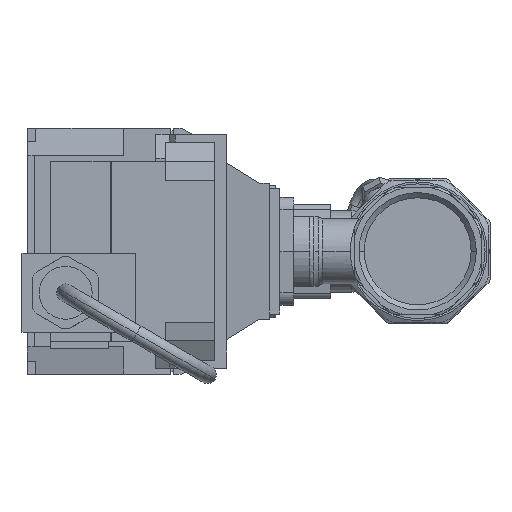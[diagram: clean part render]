
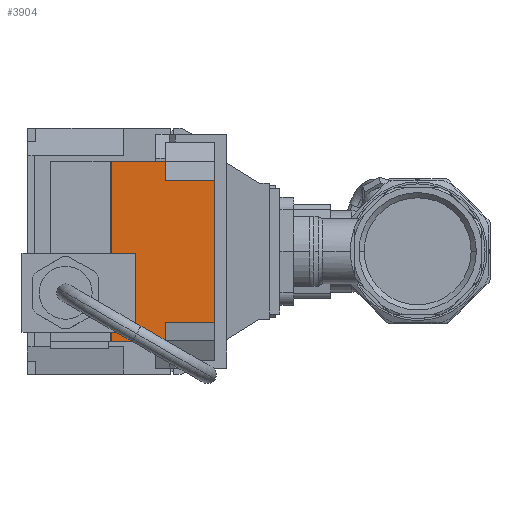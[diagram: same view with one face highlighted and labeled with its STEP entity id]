
A CAD part, left-side view. The second image highlights one B-rep face of the part: STEP entity #3904.
In plain terms, the highlighted planar face has unit normal (-1, 0, 0).
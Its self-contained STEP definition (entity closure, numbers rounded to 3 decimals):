
#3794 = VERTEX_POINT( '', #11250 );
#3904 = ADVANCED_FACE( '', ( #11371 ), #11372, .T. );
#3972 = EDGE_CURVE( '', #5322, #4466, #11448, .T. );
#4342 = EDGE_CURVE( '', #8080, #7408, #11854, .T. );
#4466 = VERTEX_POINT( '', #11991 );
#4748 = VERTEX_POINT( '', #12299 );
#5020 = VERTEX_POINT( '', #12598 );
#5322 = VERTEX_POINT( '', #12936 );
#5386 = EDGE_CURVE( '', #9214, #10046, #13005, .T. );
#5554 = VERTEX_POINT( '', #13185 );
#5566 = VERTEX_POINT( '', #13197 );
#5594 = VERTEX_POINT( '', #13228 );
#5686 = EDGE_CURVE( '', #9214, #5594, #13327, .T. );
#5738 = EDGE_CURVE( '', #4748, #5322, #13382, .T. );
#6382 = EDGE_CURVE( '', #7408, #3794, #14091, .T. );
#7084 = EDGE_CURVE( '', #5020, #10046, #14863, .T. );
#7224 = EDGE_CURVE( '', #3794, #5554, #15012, .T. );
#7408 = VERTEX_POINT( '', #15221 );
#7548 = EDGE_CURVE( '', #5594, #4748, #15380, .T. );
#7740 = EDGE_CURVE( '', #4466, #8080, #15588, .T. );
#8080 = VERTEX_POINT( '', #15960 );
#8548 = EDGE_CURVE( '', #5020, #5566, #16467, .T. );
#9214 = VERTEX_POINT( '', #17208 );
#10046 = VERTEX_POINT( '', #18118 );
#11120 = EDGE_CURVE( '', #5554, #5566, #19301, .T. );
#11250 = CARTESIAN_POINT( '', ( -54.4, 103.4, -29.724 ) );
#11371 = FACE_OUTER_BOUND( '', #19635, .T. );
#11372 = PLANE( '', #19636 );
#11448 = LINE( '', #19775, #19776 );
#11854 = LINE( '', #20476, #20477 );
#11991 = CARTESIAN_POINT( '', ( -54.4, 112.3, 33. ) );
#12299 = CARTESIAN_POINT( '', ( -54.4, 92.5, 25.946 ) );
#12598 = CARTESIAN_POINT( '', ( -54.4, 92.5, -33. ) );
#12936 = CARTESIAN_POINT( '', ( -54.4, 92.5, 33. ) );
#13005 = LINE( '', #22270, #22271 );
#13185 = CARTESIAN_POINT( '', ( -54.4, 112.3, -29.724 ) );
#13197 = CARTESIAN_POINT( '', ( -54.4, 112.3, -33. ) );
#13228 = CARTESIAN_POINT( '', ( -54.4, 74.5, 25.946 ) );
#13327 = LINE( '', #22822, #22823 );
#13382 = LINE( '', #22908, #22909 );
#14091 = LINE( '', #24042, #24043 );
#14863 = LINE( '', #25288, #25289 );
#15012 = LINE( '', #25527, #25528 );
#15221 = CARTESIAN_POINT( '', ( -54.4, 103.4, -0.724 ) );
#15380 = LINE( '', #26126, #26127 );
#15588 = LINE( '', #26460, #26461 );
#15960 = CARTESIAN_POINT( '', ( -54.4, 112.3, -0.724 ) );
#16467 = LINE( '', #27818, #27819 );
#17208 = CARTESIAN_POINT( '', ( -54.4, 74.5, -25.946 ) );
#18118 = CARTESIAN_POINT( '', ( -54.4, 92.5, -25.946 ) );
#19301 = LINE( '', #32278, #32279 );
#19635 = EDGE_LOOP( '', ( #32607, #32608, #32609, #32610, #32611, #32612, #32613, #32614, #32615, #32616, #32617, #32618 ) );
#19636 = AXIS2_PLACEMENT_3D( '', #32619, #32620, #32621 );
#19775 = CARTESIAN_POINT( '', ( -54.4, 92.5, 33. ) );
#19776 = VECTOR( '', #32704, 1. );
#20476 = CARTESIAN_POINT( '', ( -54.4, 109.75, -0.724 ) );
#20477 = VECTOR( '', #33143, 1. );
#22270 = CARTESIAN_POINT( '', ( -54.4, 74.5, -25.946 ) );
#22271 = VECTOR( '', #34446, 1. );
#22822 = CARTESIAN_POINT( '', ( -54.4, 74.5, -25.946 ) );
#22823 = VECTOR( '', #34795, 1. );
#22908 = CARTESIAN_POINT( '', ( -54.4, 92.5, -33. ) );
#22909 = VECTOR( '', #34843, 1. );
#24042 = CARTESIAN_POINT( '', ( -54.4, 103.4, 12.973 ) );
#24043 = VECTOR( '', #35657, 1. );
#25288 = CARTESIAN_POINT( '', ( -54.4, 92.5, -33. ) );
#25289 = VECTOR( '', #36495, 1. );
#25527 = CARTESIAN_POINT( '', ( -54.4, 109.75, -29.724 ) );
#25528 = VECTOR( '', #36647, 1. );
#26126 = CARTESIAN_POINT( '', ( -54.4, 74.5, 25.946 ) );
#26127 = VECTOR( '', #37095, 1. );
#26460 = CARTESIAN_POINT( '', ( -54.4, 112.3, 12.973 ) );
#26461 = VECTOR( '', #37308, 1. );
#27818 = CARTESIAN_POINT( '', ( -54.4, 92.5, -33. ) );
#27819 = VECTOR( '', #38323, 1. );
#32278 = CARTESIAN_POINT( '', ( -54.4, 112.3, 12.973 ) );
#32279 = VECTOR( '', #41658, 1. );
#32607 = ORIENTED_EDGE( '', *, *, #4342, .T. );
#32608 = ORIENTED_EDGE( '', *, *, #6382, .T. );
#32609 = ORIENTED_EDGE( '', *, *, #7224, .T. );
#32610 = ORIENTED_EDGE( '', *, *, #11120, .T. );
#32611 = ORIENTED_EDGE( '', *, *, #8548, .F. );
#32612 = ORIENTED_EDGE( '', *, *, #7084, .T. );
#32613 = ORIENTED_EDGE( '', *, *, #5386, .F. );
#32614 = ORIENTED_EDGE( '', *, *, #5686, .T. );
#32615 = ORIENTED_EDGE( '', *, *, #7548, .T. );
#32616 = ORIENTED_EDGE( '', *, *, #5738, .T. );
#32617 = ORIENTED_EDGE( '', *, *, #3972, .T. );
#32618 = ORIENTED_EDGE( '', *, *, #7740, .T. );
#32619 = CARTESIAN_POINT( '', ( -54.4, 74.5, 25.946 ) );
#32620 = DIRECTION( '', ( -1., 0., 0. ) );
#32621 = DIRECTION( '', ( 0., 0., 1. ) );
#32704 = DIRECTION( '', ( 0., 1., 0. ) );
#33143 = DIRECTION( '', ( 0., -1., 0. ) );
#34446 = DIRECTION( '', ( 0., 1., 0. ) );
#34795 = DIRECTION( '', ( 0., 0., 1. ) );
#34843 = DIRECTION( '', ( 0., 0., 1. ) );
#35657 = DIRECTION( '', ( 0., 0., -1. ) );
#36495 = DIRECTION( '', ( 0., 0., 1. ) );
#36647 = DIRECTION( '', ( 0., 1., 0. ) );
#37095 = DIRECTION( '', ( 0., 1., 0. ) );
#37308 = DIRECTION( '', ( 0., 0., -1. ) );
#38323 = DIRECTION( '', ( 0., 1., 0. ) );
#41658 = DIRECTION( '', ( 0., 0., -1. ) );
